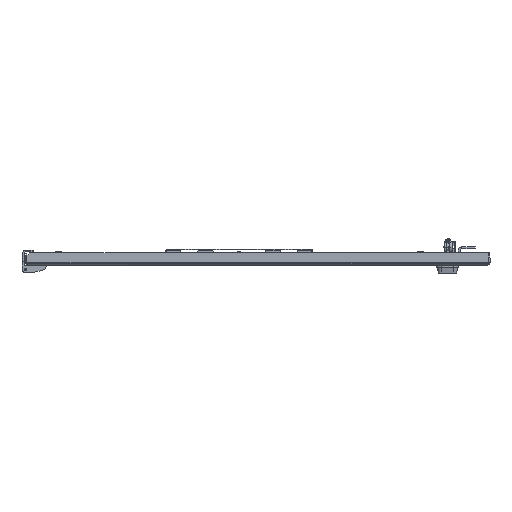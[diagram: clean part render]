
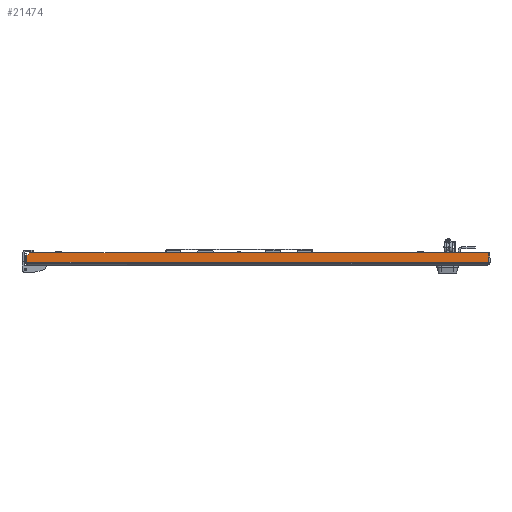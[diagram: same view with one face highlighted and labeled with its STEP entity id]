
A CAD part, left-side view. The second image highlights one B-rep face of the part: STEP entity #21474.
In plain terms, the highlighted planar face has unit normal (-1, 0, 0).
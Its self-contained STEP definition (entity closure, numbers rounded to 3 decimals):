
#916 = EDGE_CURVE ( 'NONE', #20294, #15060, #26665, .T. ) ;
#1809 = CARTESIAN_POINT ( 'NONE',  ( 0., -2.141, 2.7 ) ) ;
#2084 = CARTESIAN_POINT ( 'NONE',  ( 0., -789.359, 2.7 ) ) ;
#2847 = VECTOR ( 'NONE', #16641, 1000. ) ;
#2854 = CARTESIAN_POINT ( 'NONE',  ( 0., 0., 19. ) ) ;
#3924 = EDGE_CURVE ( 'NONE', #23817, #32581, #7891, .T. ) ;
#4265 = CARTESIAN_POINT ( 'NONE',  ( 0., -7.141, 19. ) ) ;
#5988 = ORIENTED_EDGE ( 'NONE', *, *, #916, .T. ) ;
#6705 = EDGE_CURVE ( 'NONE', #19852, #20294, #22949, .T. ) ;
#7533 = VECTOR ( 'NONE', #11978, 1000. ) ;
#7891 = LINE ( 'NONE', #36191, #2847 ) ;
#10443 = DIRECTION ( 'NONE',  ( 1., 0., 0. ) ) ;
#11626 = VECTOR ( 'NONE', #19043, 1000. ) ;
#11978 = DIRECTION ( 'NONE',  ( 0., 1., 0. ) ) ;
#13241 = PLANE ( 'NONE',  #35577 ) ;
#15060 = VERTEX_POINT ( 'NONE', #20081 ) ;
#16232 = LINE ( 'NONE', #2084, #11626 ) ;
#16641 = DIRECTION ( 'NONE',  ( 0., 1., 0. ) ) ;
#17068 = ORIENTED_EDGE ( 'NONE', *, *, #6705, .T. ) ;
#18830 = CARTESIAN_POINT ( 'NONE',  ( 0., -2.141, 14. ) ) ;
#19043 = DIRECTION ( 'NONE',  ( 0., 0., 1. ) ) ;
#19215 = FACE_OUTER_BOUND ( 'NONE', #27380, .T. ) ;
#19566 = CARTESIAN_POINT ( 'NONE',  ( 0., 0., 0. ) ) ;
#19852 = VERTEX_POINT ( 'NONE', #35783 ) ;
#19921 = VECTOR ( 'NONE', #35592, 1000. ) ;
#20081 = CARTESIAN_POINT ( 'NONE',  ( 0., -2.141, 14. ) ) ;
#20294 = VERTEX_POINT ( 'NONE', #4265 ) ;
#21284 = CARTESIAN_POINT ( 'NONE',  ( 0., -2.141, 2.7 ) ) ;
#21474 = ADVANCED_FACE ( 'NONE', ( #19215 ), #13241, .F. ) ;
#22799 = VECTOR ( 'NONE', #32902, 1000. ) ;
#22949 = LINE ( 'NONE', #2854, #7533 ) ;
#23372 = ORIENTED_EDGE ( 'NONE', *, *, #30327, .T. ) ;
#23817 = VERTEX_POINT ( 'NONE', #31054 ) ;
#24611 = DIRECTION ( 'NONE',  ( 0., 0., -1. ) ) ;
#24962 = ORIENTED_EDGE ( 'NONE', *, *, #3924, .F. ) ;
#26665 = LINE ( 'NONE', #18830, #19921 ) ;
#27380 = EDGE_LOOP ( 'NONE', ( #17068, #5988, #31860, #24962, #23372 ) ) ;
#27491 = LINE ( 'NONE', #1809, #22799 ) ;
#30327 = EDGE_CURVE ( 'NONE', #23817, #19852, #16232, .T. ) ;
#31054 = CARTESIAN_POINT ( 'NONE',  ( 0., -789.359, 2.7 ) ) ;
#31860 = ORIENTED_EDGE ( 'NONE', *, *, #32872, .F. ) ;
#32581 = VERTEX_POINT ( 'NONE', #21284 ) ;
#32872 = EDGE_CURVE ( 'NONE', #32581, #15060, #27491, .T. ) ;
#32902 = DIRECTION ( 'NONE',  ( 0., 0., 1. ) ) ;
#35577 = AXIS2_PLACEMENT_3D ( 'NONE', #19566, #10443, #24611 ) ;
#35592 = DIRECTION ( 'NONE',  ( 0., 0.707, -0.707 ) ) ;
#35783 = CARTESIAN_POINT ( 'NONE',  ( 0., -789.359, 19. ) ) ;
#36191 = CARTESIAN_POINT ( 'NONE',  ( 0., 0., 2.7 ) ) ;
